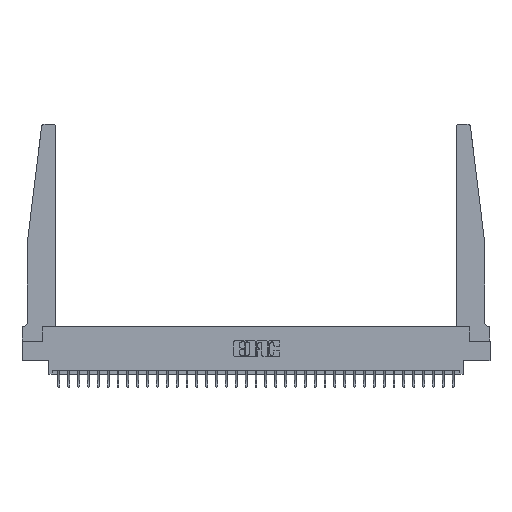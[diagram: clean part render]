
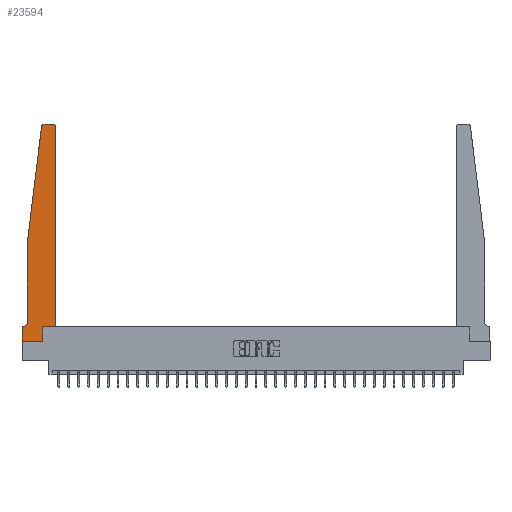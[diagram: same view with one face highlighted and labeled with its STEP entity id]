
A CAD part, top view. The second image highlights one B-rep face of the part: STEP entity #23594.
In plain terms, the highlighted planar face has unit normal (0, 0, 1).
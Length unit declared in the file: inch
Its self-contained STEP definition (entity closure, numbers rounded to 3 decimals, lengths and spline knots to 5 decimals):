
#97 = VECTOR ( 'NONE', #2345, 39.37008 ) ;
#141 = DIRECTION ( 'NONE',  ( -0.122, -0.992, 0. ) ) ;
#723 = LINE ( 'NONE', #23088, #27464 ) ;
#976 = CARTESIAN_POINT ( 'NONE',  ( 0.27653, 2.75, 0.37 ) ) ;
#1171 = DIRECTION ( 'NONE',  ( 1., 0., 0. ) ) ;
#1241 = ORIENTED_EDGE ( 'NONE', *, *, #29450, .T. ) ;
#1292 = DIRECTION ( 'NONE',  ( 1., 0., 0. ) ) ;
#1407 = EDGE_CURVE ( 'NONE', #22215, #4460, #14767, .T. ) ;
#2038 = EDGE_CURVE ( 'NONE', #31012, #17382, #7343, .T. ) ;
#2172 = LINE ( 'NONE', #24203, #97 ) ;
#2210 = DIRECTION ( 'NONE',  ( 0., 1., 0. ) ) ;
#2345 = DIRECTION ( 'NONE',  ( 1., 0., 0. ) ) ;
#2854 = VECTOR ( 'NONE', #4891, 39.37008 ) ;
#3130 = ORIENTED_EDGE ( 'NONE', *, *, #25709, .T. ) ;
#3952 = ORIENTED_EDGE ( 'NONE', *, *, #24031, .T. ) ;
#3981 = LINE ( 'NONE', #15972, #16784 ) ;
#4018 = EDGE_CURVE ( 'NONE', #13241, #23795, #19982, .T. ) ;
#4170 = EDGE_CURVE ( 'NONE', #4460, #14302, #723, .T. ) ;
#4460 = VERTEX_POINT ( 'NONE', #32431 ) ;
#4891 = DIRECTION ( 'NONE',  ( -1., 0., 0. ) ) ;
#5205 = DIRECTION ( 'NONE',  ( 0., -1., 0. ) ) ;
#5279 = CARTESIAN_POINT ( 'NONE',  ( 0.24675, 2.72367, 0.37 ) ) ;
#5693 = ORIENTED_EDGE ( 'NONE', *, *, #19072, .T. ) ;
#6154 = DIRECTION ( 'NONE',  ( 0., 0., 1. ) ) ;
#7024 = ORIENTED_EDGE ( 'NONE', *, *, #13378, .T. ) ;
#7343 = LINE ( 'NONE', #25223, #30864 ) ;
#7370 = EDGE_LOOP ( 'NONE', ( #18761, #7024, #18547, #12672, #31467, #13641, #3952, #7477, #5693, #3130, #1241, #13621 ) ) ;
#7477 = ORIENTED_EDGE ( 'NONE', *, *, #30195, .T. ) ;
#7568 = DIRECTION ( 'NONE',  ( 1., 0., 0. ) ) ;
#7751 = VERTEX_POINT ( 'NONE', #23923 ) ;
#8659 = CARTESIAN_POINT ( 'NONE',  ( 0.065, 0.2375, 0.37 ) ) ;
#9518 = DIRECTION ( 'NONE',  ( 0., 0., 1. ) ) ;
#9798 = CARTESIAN_POINT ( 'NONE',  ( 0.065, 0.1875, 0.37 ) ) ;
#9936 = LINE ( 'NONE', #31950, #27646 ) ;
#10154 = CIRCLE ( 'NONE', #24293, 0.05 ) ;
#11481 = CARTESIAN_POINT ( 'NONE',  ( 0.425, 2.72, 0.37 ) ) ;
#12672 = ORIENTED_EDGE ( 'NONE', *, *, #2038, .T. ) ;
#12751 = VERTEX_POINT ( 'NONE', #16311 ) ;
#13172 = VERTEX_POINT ( 'NONE', #18752 ) ;
#13241 = VERTEX_POINT ( 'NONE', #26285 ) ;
#13378 = EDGE_CURVE ( 'NONE', #14302, #29490, #31126, .T. ) ;
#13439 = EDGE_CURVE ( 'NONE', #29490, #31012, #25135, .T. ) ;
#13621 = ORIENTED_EDGE ( 'NONE', *, *, #1407, .T. ) ;
#13641 = ORIENTED_EDGE ( 'NONE', *, *, #4018, .T. ) ;
#13682 = VERTEX_POINT ( 'NONE', #18872 ) ;
#13850 = CARTESIAN_POINT ( 'NONE',  ( 0., 0.1875, 0.37 ) ) ;
#14302 = VERTEX_POINT ( 'NONE', #976 ) ;
#14767 = CIRCLE ( 'NONE', #20546, 0.03 ) ;
#15013 = CARTESIAN_POINT ( 'NONE',  ( 0., 0.1875, 0.37 ) ) ;
#15972 = CARTESIAN_POINT ( 'NONE',  ( 0., 0., 0.37 ) ) ;
#16311 = CARTESIAN_POINT ( 'NONE',  ( 0.2605, 0.18, 0.37 ) ) ;
#16568 = CARTESIAN_POINT ( 'NONE',  ( 0.065, 1.25, 0.37 ) ) ;
#16784 = VECTOR ( 'NONE', #21050, 39.37008 ) ;
#17382 = VERTEX_POINT ( 'NONE', #8659 ) ;
#17595 = CARTESIAN_POINT ( 'NONE',  ( 0.425, 0.18, 0.37 ) ) ;
#18547 = ORIENTED_EDGE ( 'NONE', *, *, #13439, .T. ) ;
#18732 = DIRECTION ( 'NONE',  ( 1., 0., 0. ) ) ;
#18752 = CARTESIAN_POINT ( 'NONE',  ( 0.425, 0.18, 0.37 ) ) ;
#18761 = ORIENTED_EDGE ( 'NONE', *, *, #4170, .T. ) ;
#18872 = CARTESIAN_POINT ( 'NONE',  ( 0., 0., 0.37 ) ) ;
#19072 = EDGE_CURVE ( 'NONE', #7751, #12751, #9936, .T. ) ;
#19853 = DIRECTION ( 'NONE',  ( 0., 0., -1. ) ) ;
#19982 = LINE ( 'NONE', #9798, #2854 ) ;
#20025 = VECTOR ( 'NONE', #27923, 39.37008 ) ;
#20124 = VECTOR ( 'NONE', #141, 39.37008 ) ;
#20339 = DIRECTION ( 'NONE',  ( -1., 0., 0. ) ) ;
#20546 = AXIS2_PLACEMENT_3D ( 'NONE', #30899, #26462, #1292 ) ;
#21050 = DIRECTION ( 'NONE',  ( 0., -1., 0. ) ) ;
#22215 = VERTEX_POINT ( 'NONE', #11481 ) ;
#22666 = CARTESIAN_POINT ( 'NONE',  ( 0.065, 1.25, 0.37 ) ) ;
#23088 = CARTESIAN_POINT ( 'NONE',  ( 0.25, 2.75, 0.37 ) ) ;
#23556 = PLANE ( 'NONE',  #31948 ) ;
#23594 = ADVANCED_FACE ( 'NONE', ( #23705 ), #23556, .T. ) ;
#23705 = FACE_OUTER_BOUND ( 'NONE', #7370, .T. ) ;
#23795 = VERTEX_POINT ( 'NONE', #15013 ) ;
#23923 = CARTESIAN_POINT ( 'NONE',  ( 0.2605, 0., 0.37 ) ) ;
#24031 = EDGE_CURVE ( 'NONE', #23795, #13682, #3981, .T. ) ;
#24203 = CARTESIAN_POINT ( 'NONE',  ( 0., 0., 0.37 ) ) ;
#24293 = AXIS2_PLACEMENT_3D ( 'NONE', #25267, #19853, #20339 ) ;
#25135 = LINE ( 'NONE', #22666, #20124 ) ;
#25223 = CARTESIAN_POINT ( 'NONE',  ( 0.065, 1.25, 0.37 ) ) ;
#25267 = CARTESIAN_POINT ( 'NONE',  ( 0.015, 0.2375, 0.37 ) ) ;
#25709 = EDGE_CURVE ( 'NONE', #12751, #13172, #31195, .T. ) ;
#25719 = DIRECTION ( 'NONE',  ( -1., 0., 0. ) ) ;
#26285 = CARTESIAN_POINT ( 'NONE',  ( 0.015, 0.1875, 0.37 ) ) ;
#26462 = DIRECTION ( 'NONE',  ( 0., 0., 1. ) ) ;
#27431 = LINE ( 'NONE', #17595, #20025 ) ;
#27464 = VECTOR ( 'NONE', #25719, 39.37008 ) ;
#27646 = VECTOR ( 'NONE', #2210, 39.37008 ) ;
#27923 = DIRECTION ( 'NONE',  ( 0., 1., 0. ) ) ;
#28405 = CARTESIAN_POINT ( 'NONE',  ( 0.425, 0.18, 0.37 ) ) ;
#28788 = VECTOR ( 'NONE', #18732, 39.37008 ) ;
#29450 = EDGE_CURVE ( 'NONE', #13172, #22215, #27431, .T. ) ;
#29490 = VERTEX_POINT ( 'NONE', #5279 ) ;
#30195 = EDGE_CURVE ( 'NONE', #13682, #7751, #2172, .T. ) ;
#30864 = VECTOR ( 'NONE', #5205, 39.37008 ) ;
#30899 = CARTESIAN_POINT ( 'NONE',  ( 0.395, 2.72, 0.37 ) ) ;
#31012 = VERTEX_POINT ( 'NONE', #16568 ) ;
#31126 = CIRCLE ( 'NONE', #32122, 0.03 ) ;
#31195 = LINE ( 'NONE', #28405, #28788 ) ;
#31212 = EDGE_CURVE ( 'NONE', #17382, #13241, #10154, .T. ) ;
#31467 = ORIENTED_EDGE ( 'NONE', *, *, #31212, .T. ) ;
#31948 = AXIS2_PLACEMENT_3D ( 'NONE', #13850, #6154, #1171 ) ;
#31950 = CARTESIAN_POINT ( 'NONE',  ( 0.2605, 0.18, 0.37 ) ) ;
#32032 = CARTESIAN_POINT ( 'NONE',  ( 0.27653, 2.72, 0.37 ) ) ;
#32122 = AXIS2_PLACEMENT_3D ( 'NONE', #32032, #9518, #7568 ) ;
#32431 = CARTESIAN_POINT ( 'NONE',  ( 0.395, 2.75, 0.37 ) ) ;
